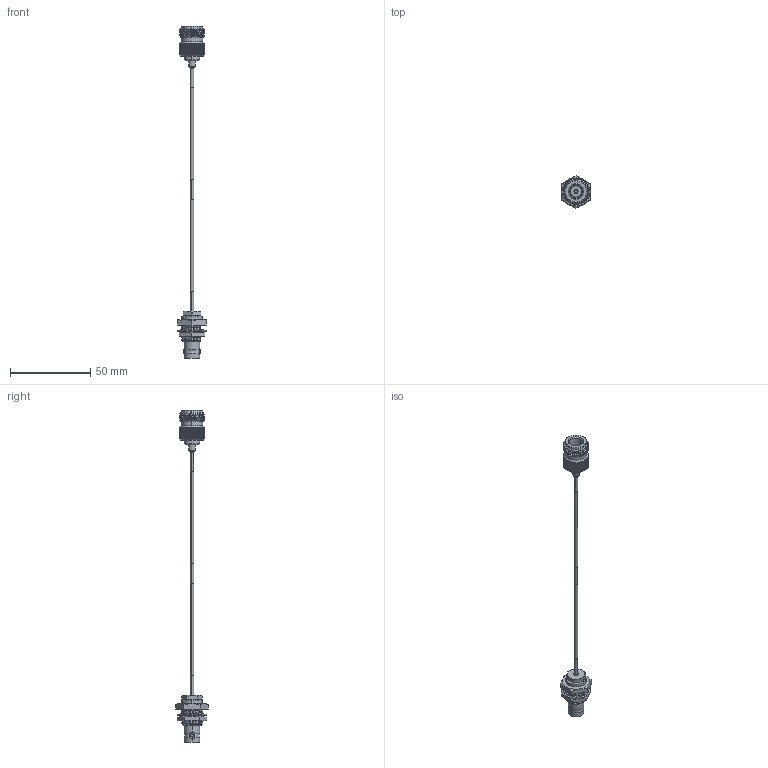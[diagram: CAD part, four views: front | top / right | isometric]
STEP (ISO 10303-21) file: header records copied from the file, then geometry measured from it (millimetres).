
FILE_DESCRIPTION (( 'STEP AP214' ), '1' );
FILE_NAME ('LCCA30574.step', '2020-06-22T21:34:19', ( '' ), ( '' ), 'SwSTEP 2.0', 'SolidWorks 2018', '' );
FILE_SCHEMA (( 'AUTOMOTIVE_DESIGN' ));
Length unit declared in the file: inch
Products named in the file (6): 1AW01-002_.08 ID; LCCA30574; LCCN3054; LC085TB (085 FORMABLE); LCCN3044_HS-2; LCCN3066
Assembly tree (6 placements, depth 2):
  LCCA30574
    LC085TB (085 FORMABLE)
    1AW01-002_.08 ID  x2
    LCCN3066
    LCCN3044_HS-2
    LCCN3054
Bounding box: 18.34 x 20.16 x 207.01 mm (x, y, z)
Volume: 7011.1 mm3; surface area: 6840.9 mm2
Topology: 9 solids, 9 shells, 2624 faces, 5736 edges, 3152 vertices
Faces by surface type: bspline 1886, cylinder 577, plane 97, cone 60, torus 4
Entity records: 114714 total; most frequent: CARTESIAN_POINT 78128, ORIENTED_EDGE 11448, EDGE_CURVE 5724, VERTEX_POINT 3144, DIRECTION 2650, EDGE_LOOP 2648, ADVANCED_FACE 2618, FACE_OUTER_BOUND 2618
